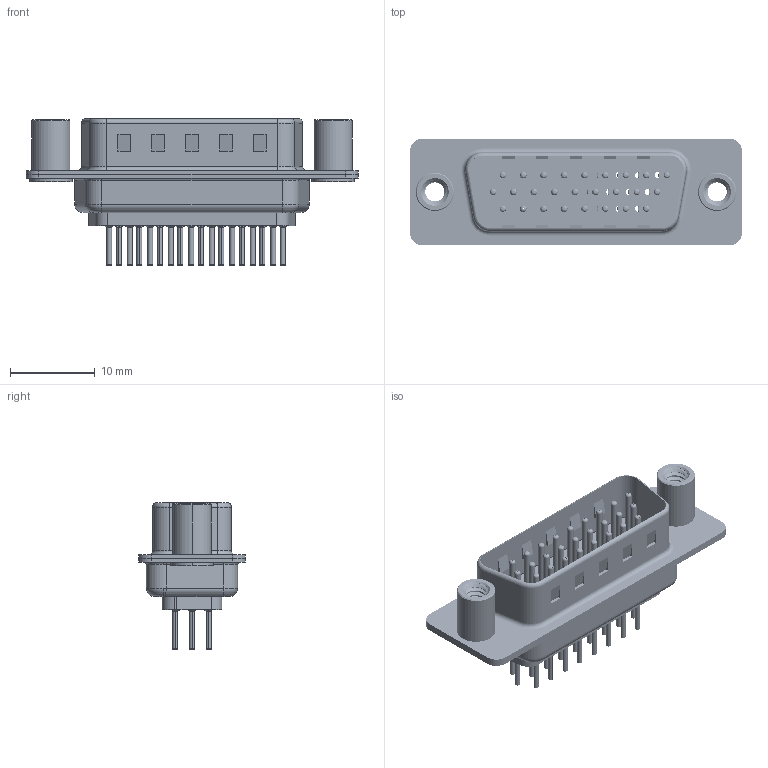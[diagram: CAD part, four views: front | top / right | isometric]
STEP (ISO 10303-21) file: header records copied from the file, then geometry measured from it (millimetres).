
FILE_DESCRIPTION (( 'STEP AP203' ), '1' );
FILE_NAME ('637-026-230-048.STEP', '2019-05-14T15:36:33', ( '' ), ( '' ), 'SwSTEP 2.0', 'SolidWorks 2016', '' );
FILE_SCHEMA (( 'CONFIG_CONTROL_DESIGN' ));
Length unit declared in the file: millimetre
Products named in the file (8): 637-026-230-048; 637 Housing_26 Contacts; 637 Shell Front_26 Contacts; 637 Shell Rear_26 Contacts; 637 Contact Row 1_30; 637 Contact Row 2_30; 637 Contact Row 3_30; 637 4-40 Threaded Standoff
Assembly tree (31 placements, depth 2):
  637-026-230-048
    637 Housing_26 Contacts
    637 Shell Front_26 Contacts
    637 Shell Rear_26 Contacts
    637 Contact Row 1_30  x9
    637 Contact Row 2_30  x9
    637 Contact Row 3_30  x8
    637 4-40 Threaded Standoff  x2
Bounding box: 39.2 x 12.6 x 17.25 mm (x, y, z)
Volume: 1891.4 mm3; surface area: 6886.3 mm2
Topology: 31 solids, 31 shells, 2974 faces, 7839 edges, 4836 vertices
Faces by surface type: cylinder 1123, torus 804, plane 765, cone 276, bspline 6
Entity records: 28189 total; most frequent: CARTESIAN_POINT 6747, DIRECTION 4483, ORIENTED_EDGE 4014, EDGE_CURVE 2007, AXIS2_PLACEMENT_3D 1810, VERTEX_POINT 1275, CIRCLE 971, EDGE_LOOP 956
